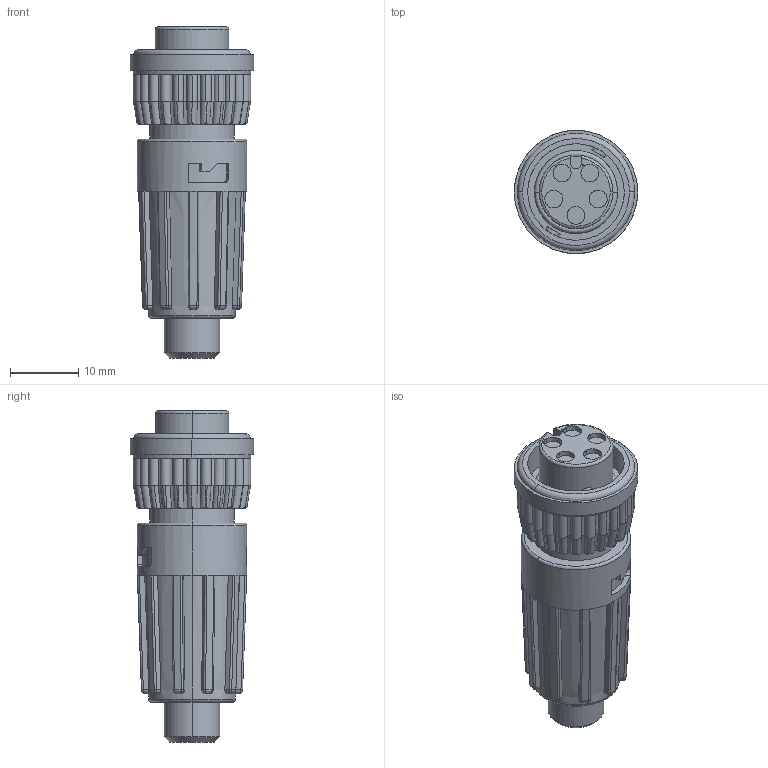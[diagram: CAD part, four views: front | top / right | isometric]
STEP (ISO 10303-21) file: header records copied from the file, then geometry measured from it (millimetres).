
FILE_DESCRIPTION (( 'STEP AP203' ), '1' );
FILE_NAME ('6380-5SG-522.STEP', '2012-11-20T18:58:27', ( '21FPBF1' ), ( 'Conxall' ), 'SwSTEP 2.0', 'SolidWorks 2012', '' );
FILE_SCHEMA (( 'CONFIG_CONTROL_DESIGN' ));
Length unit declared in the file: inch
Products named in the file (1): 6380-5SG-522
Bounding box: 18.03 x 18.02 x 48.59 mm (x, y, z)
Volume: 7013.6 mm3; surface area: 3715.6 mm2
Topology: 1 solids, 1 shells, 428 faces, 1164 edges, 733 vertices
Faces by surface type: cylinder 200, plane 104, bspline 80, torus 37, cone 6, sphere 1
Entity records: 23528 total; most frequent: CARTESIAN_POINT 14450, ORIENTED_EDGE 2284, DIRECTION 1290, EDGE_CURVE 1142, VERTEX_POINT 732, B_SPLINE_CURVE_WITH_KNOTS 576, AXIS2_PLACEMENT_3D 482, EDGE_LOOP 444
